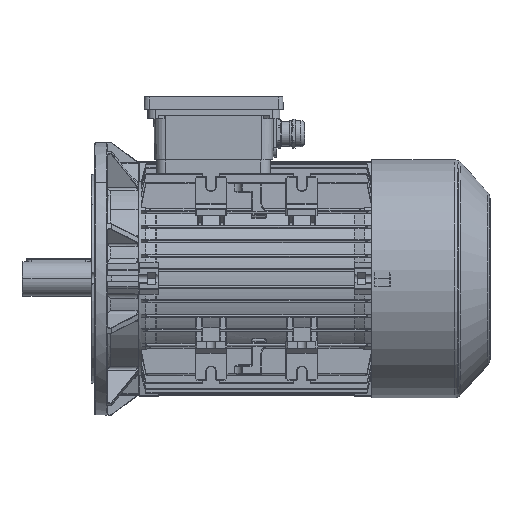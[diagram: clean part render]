
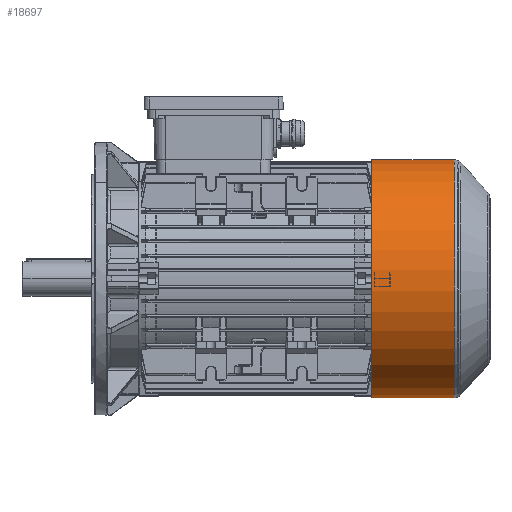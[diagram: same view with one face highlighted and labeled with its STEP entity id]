
A CAD part, top view. The second image highlights one B-rep face of the part: STEP entity #18697.
In plain terms, the highlighted cylindrical face has radius 131.5 mm (diameter 263 mm), a partial arc.
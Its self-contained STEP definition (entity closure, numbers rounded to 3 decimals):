
#4447 = VERTEX_POINT ( 'NONE', #24424 ) ;
#8855 = VECTOR ( 'NONE', #112245, 1000. ) ;
#9763 = ORIENTED_EDGE ( 'NONE', *, *, #15601, .F. ) ;
#10643 = VERTEX_POINT ( 'NONE', #50023 ) ;
#13216 = EDGE_LOOP ( 'NONE', ( #102246, #74991, #77563, #9763 ) ) ;
#15601 = EDGE_CURVE ( 'NONE', #44059, #66691, #143405, .T. ) ;
#16900 = LINE ( 'NONE', #76368, #91731 ) ;
#17631 = LINE ( 'NONE', #126387, #8855 ) ;
#18697 = ADVANCED_FACE ( 'NONE', ( #71398 ), #59216, .T. ) ;
#24424 = CARTESIAN_POINT ( 'NONE',  ( 90.538, 0., 131.5 ) ) ;
#24550 = DIRECTION ( 'NONE',  ( 0., 0., -1. ) ) ;
#28750 = AXIS2_PLACEMENT_3D ( 'NONE', #162554, #84026, #24550 ) ;
#41079 = DIRECTION ( 'NONE',  ( 0., 0., 1. ) ) ;
#44059 = VERTEX_POINT ( 'NONE', #108853 ) ;
#50023 = CARTESIAN_POINT ( 'NONE',  ( 90.538, 0., -131.5 ) ) ;
#55110 = EDGE_CURVE ( 'NONE', #10643, #4447, #138026, .T. ) ;
#59216 = CYLINDRICAL_SURFACE ( 'NONE', #172776, 131.5 ) ;
#60256 = DIRECTION ( 'NONE',  ( -1., 0., 0. ) ) ;
#66691 = VERTEX_POINT ( 'NONE', #117053 ) ;
#71398 = FACE_OUTER_BOUND ( 'NONE', #13216, .T. ) ;
#74991 = ORIENTED_EDGE ( 'NONE', *, *, #55110, .T. ) ;
#76368 = CARTESIAN_POINT ( 'NONE',  ( 0., 0., 131.5 ) ) ;
#77563 = ORIENTED_EDGE ( 'NONE', *, *, #86025, .T. ) ;
#84026 = DIRECTION ( 'NONE',  ( -1., 0., 0. ) ) ;
#86025 = EDGE_CURVE ( 'NONE', #4447, #66691, #16900, .T. ) ;
#87469 = CARTESIAN_POINT ( 'NONE',  ( 0., 0., 0. ) ) ;
#91731 = VECTOR ( 'NONE', #60256, 1000. ) ;
#98273 = AXIS2_PLACEMENT_3D ( 'NONE', #117618, #179136, #41079 ) ;
#102246 = ORIENTED_EDGE ( 'NONE', *, *, #119941, .F. ) ;
#108853 = CARTESIAN_POINT ( 'NONE',  ( 0., 0., -131.5 ) ) ;
#112245 = DIRECTION ( 'NONE',  ( -1., 0., 0. ) ) ;
#117053 = CARTESIAN_POINT ( 'NONE',  ( 0., 0., 131.5 ) ) ;
#117618 = CARTESIAN_POINT ( 'NONE',  ( 0., 0., 0. ) ) ;
#119941 = EDGE_CURVE ( 'NONE', #10643, #44059, #17631, .T. ) ;
#120616 = DIRECTION ( 'NONE',  ( -1., 0., 0. ) ) ;
#126387 = CARTESIAN_POINT ( 'NONE',  ( 0., 0., -131.5 ) ) ;
#138026 = CIRCLE ( 'NONE', #28750, 131.5 ) ;
#143405 = CIRCLE ( 'NONE', #98273, 131.5 ) ;
#162554 = CARTESIAN_POINT ( 'NONE',  ( 90.538, 0., 0. ) ) ;
#172776 = AXIS2_PLACEMENT_3D ( 'NONE', #87469, #120616, #180159 ) ;
#179136 = DIRECTION ( 'NONE',  ( -1., 0., 0. ) ) ;
#180159 = DIRECTION ( 'NONE',  ( 0., 0., 1. ) ) ;
